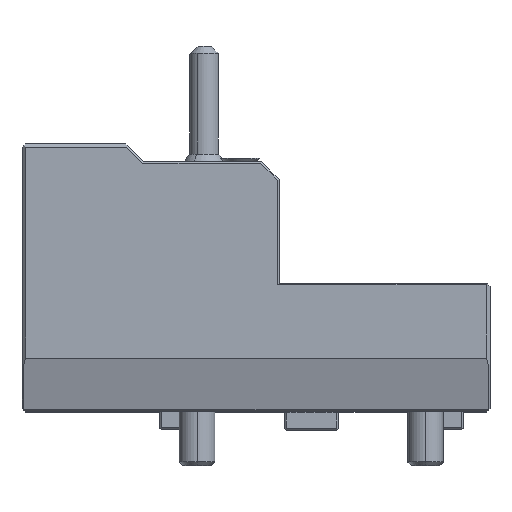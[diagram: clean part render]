
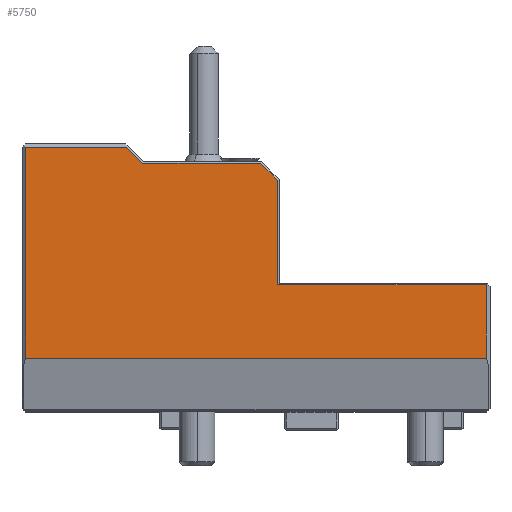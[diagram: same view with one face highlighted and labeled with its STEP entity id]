
A CAD part, top view. The second image highlights one B-rep face of the part: STEP entity #5750.
In plain terms, the highlighted planar face has unit normal (0, 0, 1).
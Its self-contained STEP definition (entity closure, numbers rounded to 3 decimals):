
#1588=DIRECTION('',(-1.,0.,0.));
#1589=VECTOR('',#1588,33.);
#1590=CARTESIAN_POINT('',(-14.207,69.5,47.5));
#1591=LINE('',#1590,#1589);
#1592=DIRECTION('',(-0.707,0.707,0.));
#1593=VECTOR('',#1592,6.657);
#1594=CARTESIAN_POINT('',(-9.5,64.793,47.5));
#1595=LINE('',#1594,#1593);
#1596=DIRECTION('',(0.,1.,0.));
#1597=VECTOR('',#1596,29.293);
#1598=CARTESIAN_POINT('',(-9.5,35.5,47.5));
#1599=LINE('',#1598,#1597);
#1600=DIRECTION('',(-1.,0.,0.));
#1601=VECTOR('',#1600,58.5);
#1602=CARTESIAN_POINT('',(49.,35.5,47.5));
#1603=LINE('',#1602,#1601);
#1604=DIRECTION('',(0.,-1.,0.));
#1605=VECTOR('',#1604,20.5);
#1606=CARTESIAN_POINT('',(49.,35.5,47.5));
#1607=LINE('',#1606,#1605);
#1608=DIRECTION('',(-1.,0.,0.));
#1609=VECTOR('',#1608,129.);
#1610=CARTESIAN_POINT('',(49.,15.,47.5));
#1611=LINE('',#1610,#1609);
#1612=DIRECTION('',(0.,-1.,0.));
#1613=VECTOR('',#1612,59.);
#1614=CARTESIAN_POINT('',(-80.,74.,47.5));
#1615=LINE('',#1614,#1613);
#1616=DIRECTION('',(1.,0.,0.));
#1617=VECTOR('',#1616,28.293);
#1618=CARTESIAN_POINT('',(-80.,74.,47.5));
#1619=LINE('',#1618,#1617);
#1620=DIRECTION('',(-0.707,0.707,0.));
#1621=VECTOR('',#1620,6.364);
#1622=CARTESIAN_POINT('',(-47.207,69.5,47.5));
#1623=LINE('',#1622,#1621);
#3189=CARTESIAN_POINT('',(-80.,74.,47.5));
#3190=CARTESIAN_POINT('',(-80.,15.,47.5));
#3191=VERTEX_POINT('',#3189);
#3192=VERTEX_POINT('',#3190);
#3193=CARTESIAN_POINT('',(49.,35.5,47.5));
#3194=CARTESIAN_POINT('',(49.,15.,47.5));
#3195=VERTEX_POINT('',#3193);
#3196=VERTEX_POINT('',#3194);
#3205=CARTESIAN_POINT('',(-9.5,35.5,47.5));
#3206=VERTEX_POINT('',#3205);
#3300=CARTESIAN_POINT('',(-47.207,69.5,47.5));
#3302=VERTEX_POINT('',#3300);
#3363=CARTESIAN_POINT('',(-14.207,69.5,47.5));
#3364=VERTEX_POINT('',#3363);
#3367=CARTESIAN_POINT('',(-51.707,74.,47.5));
#3369=VERTEX_POINT('',#3367);
#3376=CARTESIAN_POINT('',(-9.5,64.793,47.5));
#3378=VERTEX_POINT('',#3376);
#5731=CARTESIAN_POINT('',(-81.,0.,47.5));
#5732=DIRECTION('',(0.,0.,1.));
#5733=DIRECTION('',(1.,0.,0.));
#5734=AXIS2_PLACEMENT_3D('',#5731,#5732,#5733);
#5735=PLANE('',#5734);
#5736=ORIENTED_EDGE('',*,*,#5544,.F.);
#5738=ORIENTED_EDGE('',*,*,#5737,.F.);
#5740=ORIENTED_EDGE('',*,*,#5739,.F.);
#5741=ORIENTED_EDGE('',*,*,#5721,.F.);
#5742=ORIENTED_EDGE('',*,*,#4484,.T.);
#5743=ORIENTED_EDGE('',*,*,#4508,.T.);
#5745=ORIENTED_EDGE('',*,*,#5744,.F.);
#5746=ORIENTED_EDGE('',*,*,#5508,.T.);
#5747=ORIENTED_EDGE('',*,*,#5526,.F.);
#5748=EDGE_LOOP('',(#5736,#5738,#5740,#5741,#5742,#5743,#5745,#5746,#5747));
#5749=FACE_OUTER_BOUND('',#5748,.F.);
#4484=EDGE_CURVE('',#3195,#3196,#1607,.T.);
#4508=EDGE_CURVE('',#3196,#3192,#1611,.T.);
#5508=EDGE_CURVE('',#3191,#3369,#1619,.T.);
#5526=EDGE_CURVE('',#3302,#3369,#1623,.T.);
#5544=EDGE_CURVE('',#3364,#3302,#1591,.T.);
#5721=EDGE_CURVE('',#3195,#3206,#1603,.T.);
#5737=EDGE_CURVE('',#3378,#3364,#1595,.T.);
#5739=EDGE_CURVE('',#3206,#3378,#1599,.T.);
#5744=EDGE_CURVE('',#3191,#3192,#1615,.T.);
#5750=ADVANCED_FACE('',(#5749),#5735,.T.);
